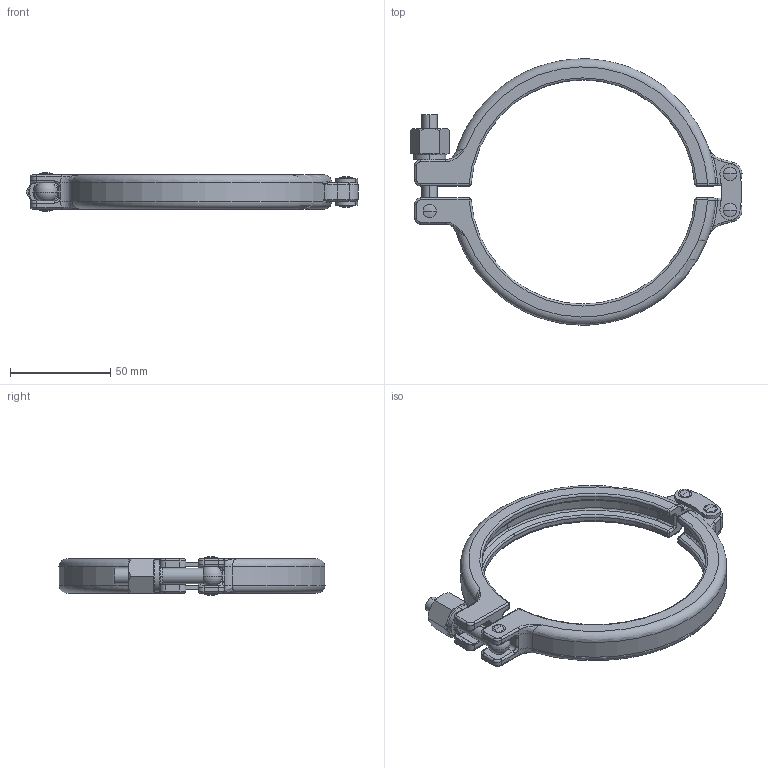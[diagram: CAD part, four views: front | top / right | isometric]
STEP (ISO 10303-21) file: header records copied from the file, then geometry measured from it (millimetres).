
FILE_DESCRIPTION (( 'STEP AP214' ), '1' );
FILE_NAME ('CL.SHX.0400 BLOCK.STEP', '2019-04-03T14:02:32', ( '' ), ( '' ), 'SwSTEP 2.0', 'SolidWorks 2019', '' );
FILE_SCHEMA (( 'AUTOMOTIVE_DESIGN' ));
Length unit declared in the file: millimetre
Products named in the file (1): CL.SHX.0400 BLOCK
Bounding box: 165.45 x 132.64 x 19.3 mm (x, y, z)
Volume: 64889.1 mm3; surface area: 29138.2 mm2
Topology: 3 solids, 3 shells, 398 faces, 932 edges, 527 vertices
Faces by surface type: cylinder 150, torus 77, plane 65, bspline 48, sphere 38, cone 20
Entity records: 13430 total; most frequent: CARTESIAN_POINT 4471, DIRECTION 2009, ORIENTED_EDGE 1814, EDGE_CURVE 907, AXIS2_PLACEMENT_3D 871, VERTEX_POINT 526, CIRCLE 520, EDGE_LOOP 423
